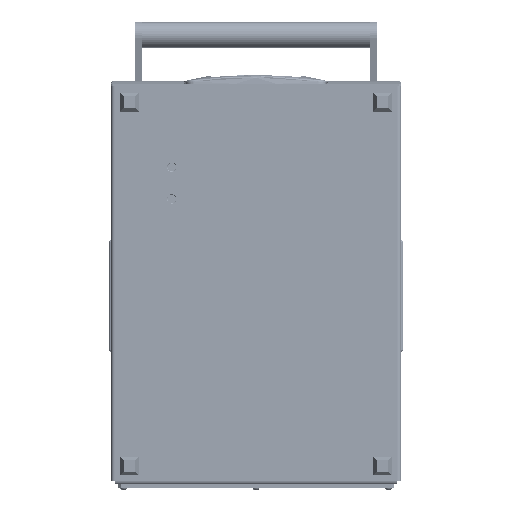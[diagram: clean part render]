
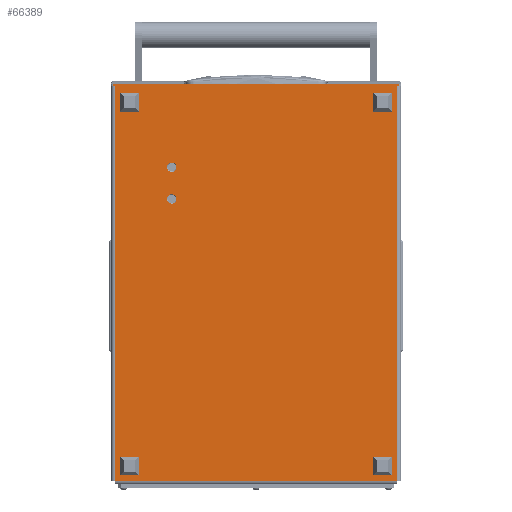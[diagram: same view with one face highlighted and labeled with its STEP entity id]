
A CAD part, front view. The second image highlights one B-rep face of the part: STEP entity #66389.
In plain terms, the highlighted face is planar.
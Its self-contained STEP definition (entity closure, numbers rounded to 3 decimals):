
#1055 = CARTESIAN_POINT ( 'NONE',  ( 0., 314., 0. ) ) ;
#3901 = CARTESIAN_POINT ( 'NONE',  ( -2., -4., 0. ) ) ;
#4494 = VERTEX_POINT ( 'NONE', #85935 ) ;
#9291 = CARTESIAN_POINT ( 'NONE',  ( 0., 0., 0. ) ) ;
#9766 = LINE ( 'NONE', #21380, #63383 ) ;
#10327 = CIRCLE ( 'NONE', #81344, 5.2 ) ;
#11606 = DIRECTION ( 'NONE',  ( -1., 0., 0. ) ) ;
#12412 = EDGE_CURVE ( 'NONE', #91951, #84272, #9766, .T. ) ;
#12670 = VERTEX_POINT ( 'NONE', #9291 ) ;
#12787 = LINE ( 'NONE', #95795, #59831 ) ;
#14152 = CARTESIAN_POINT ( 'NONE',  ( 84.8, 249., 0. ) ) ;
#15820 = EDGE_LOOP ( 'NONE', ( #29575, #24317 ) ) ;
#16270 = CARTESIAN_POINT ( 'NONE',  ( 436., 312., 0. ) ) ;
#18831 = VERTEX_POINT ( 'NONE', #16270 ) ;
#19284 = DIRECTION ( 'NONE',  ( 0., 0., -1. ) ) ;
#20271 = FACE_BOUND ( 'NONE', #65215, .T. ) ;
#20513 = VECTOR ( 'NONE', #58468, 1000. ) ;
#20730 = EDGE_CURVE ( 'NONE', #63754, #93861, #37542, .T. ) ;
#21380 = CARTESIAN_POINT ( 'NONE',  ( 0., -4., 0. ) ) ;
#23355 = ORIENTED_EDGE ( 'NONE', *, *, #41676, .F. ) ;
#24317 = ORIENTED_EDGE ( 'NONE', *, *, #79722, .F. ) ;
#24342 = DIRECTION ( 'NONE',  ( 0., 0., -1. ) ) ;
#24372 = LINE ( 'NONE', #28825, #77782 ) ;
#25461 = DIRECTION ( 'NONE',  ( 1., 0., 0. ) ) ;
#26326 = EDGE_CURVE ( 'NONE', #18831, #91951, #36579, .T. ) ;
#27550 = CIRCLE ( 'NONE', #70368, 5.2 ) ;
#28369 = ORIENTED_EDGE ( 'NONE', *, *, #104895, .F. ) ;
#28818 = DIRECTION ( 'NONE',  ( 0., 0., -1. ) ) ;
#28825 = CARTESIAN_POINT ( 'NONE',  ( 0., 0., 0. ) ) ;
#29192 = DIRECTION ( 'NONE',  ( 0., -1., 0. ) ) ;
#29388 = ORIENTED_EDGE ( 'NONE', *, *, #12412, .F. ) ;
#29575 = ORIENTED_EDGE ( 'NONE', *, *, #35318, .F. ) ;
#29576 = ORIENTED_EDGE ( 'NONE', *, *, #54226, .F. ) ;
#30028 = VERTEX_POINT ( 'NONE', #55716 ) ;
#30343 = AXIS2_PLACEMENT_3D ( 'NONE', #78834, #45448, #45822 ) ;
#32091 = AXIS2_PLACEMENT_3D ( 'NONE', #96124, #28818, #36868 ) ;
#33302 = CARTESIAN_POINT ( 'NONE',  ( 0., -2., 0. ) ) ;
#35318 = EDGE_CURVE ( 'NONE', #66620, #41084, #27550, .T. ) ;
#36579 = LINE ( 'NONE', #78464, #97730 ) ;
#36868 = DIRECTION ( 'NONE',  ( -1., 0., 0. ) ) ;
#37542 = LINE ( 'NONE', #33302, #20513 ) ;
#37914 = VERTEX_POINT ( 'NONE', #43119 ) ;
#38181 = EDGE_CURVE ( 'NONE', #18831, #84936, #12787, .T. ) ;
#39840 = LINE ( 'NONE', #3901, #50332 ) ;
#41084 = VERTEX_POINT ( 'NONE', #106269 ) ;
#41274 = CARTESIAN_POINT ( 'NONE',  ( 0., -4., 0. ) ) ;
#41676 = EDGE_CURVE ( 'NONE', #30028, #37914, #47333, .T. ) ;
#43119 = CARTESIAN_POINT ( 'NONE',  ( 130.2, 249., 0. ) ) ;
#43409 = VECTOR ( 'NONE', #25461, 1000. ) ;
#43899 = LINE ( 'NONE', #41274, #54419 ) ;
#45448 = DIRECTION ( 'NONE',  ( 0., 0., -1. ) ) ;
#45822 = DIRECTION ( 'NONE',  ( -1., 0., 0. ) ) ;
#47333 = CIRCLE ( 'NONE', #30343, 5.2 ) ;
#47790 = FACE_BOUND ( 'NONE', #15820, .T. ) ;
#50332 = VECTOR ( 'NONE', #56064, 1000. ) ;
#51630 = ORIENTED_EDGE ( 'NONE', *, *, #89100, .T. ) ;
#54226 = EDGE_CURVE ( 'NONE', #37914, #30028, #68553, .T. ) ;
#54419 = VECTOR ( 'NONE', #84834, 1000. ) ;
#55716 = CARTESIAN_POINT ( 'NONE',  ( 119.8, 249., 0. ) ) ;
#56064 = DIRECTION ( 'NONE',  ( 0., 1., 0. ) ) ;
#58468 = DIRECTION ( 'NONE',  ( -1., 0., 0. ) ) ;
#58927 = EDGE_CURVE ( 'NONE', #4494, #84272, #65529, .T. ) ;
#59831 = VECTOR ( 'NONE', #29192, 1000. ) ;
#60647 = ORIENTED_EDGE ( 'NONE', *, *, #88315, .F. ) ;
#61226 = DIRECTION ( 'NONE',  ( -1., 0., 0. ) ) ;
#61640 = PLANE ( 'NONE',  #32091 ) ;
#62123 = AXIS2_PLACEMENT_3D ( 'NONE', #93548, #76802, #61226 ) ;
#63383 = VECTOR ( 'NONE', #88713, 1000. ) ;
#63754 = VERTEX_POINT ( 'NONE', #105282 ) ;
#65215 = EDGE_LOOP ( 'NONE', ( #23355, #29576 ) ) ;
#65529 = LINE ( 'NONE', #1055, #43409 ) ;
#66389 = ADVANCED_FACE ( 'NONE', ( #47790, #20271, #72441 ), #61640, .T. ) ;
#66620 = VERTEX_POINT ( 'NONE', #14152 ) ;
#67892 = CARTESIAN_POINT ( 'NONE',  ( 0., 312., 0. ) ) ;
#68553 = CIRCLE ( 'NONE', #62123, 5.2 ) ;
#70308 = CARTESIAN_POINT ( 'NONE',  ( 90., 249., 0. ) ) ;
#70368 = AXIS2_PLACEMENT_3D ( 'NONE', #73516, #24342, #82604 ) ;
#72441 = FACE_OUTER_BOUND ( 'NONE', #100402, .T. ) ;
#73516 = CARTESIAN_POINT ( 'NONE',  ( 90., 249., 0. ) ) ;
#75361 = CARTESIAN_POINT ( 'NONE',  ( 0., 314., 0. ) ) ;
#76802 = DIRECTION ( 'NONE',  ( 0., 0., -1. ) ) ;
#77203 = ORIENTED_EDGE ( 'NONE', *, *, #26326, .F. ) ;
#77782 = VECTOR ( 'NONE', #86288, 1000. ) ;
#78464 = CARTESIAN_POINT ( 'NONE',  ( 0., 312., 0. ) ) ;
#78834 = CARTESIAN_POINT ( 'NONE',  ( 125., 249., 0. ) ) ;
#79722 = EDGE_CURVE ( 'NONE', #41084, #66620, #10327, .T. ) ;
#81344 = AXIS2_PLACEMENT_3D ( 'NONE', #70308, #19284, #11606 ) ;
#81557 = ORIENTED_EDGE ( 'NONE', *, *, #38181, .T. ) ;
#82604 = DIRECTION ( 'NONE',  ( -1., 0., 0. ) ) ;
#83869 = ORIENTED_EDGE ( 'NONE', *, *, #58927, .T. ) ;
#84272 = VERTEX_POINT ( 'NONE', #75361 ) ;
#84489 = ORIENTED_EDGE ( 'NONE', *, *, #20730, .T. ) ;
#84834 = DIRECTION ( 'NONE',  ( 0., 1., 0. ) ) ;
#84936 = VERTEX_POINT ( 'NONE', #101103 ) ;
#85935 = CARTESIAN_POINT ( 'NONE',  ( -2., 314., 0. ) ) ;
#86086 = DIRECTION ( 'NONE',  ( -1., 0., 0. ) ) ;
#86288 = DIRECTION ( 'NONE',  ( 1., 0., 0. ) ) ;
#88315 = EDGE_CURVE ( 'NONE', #12670, #84936, #24372, .T. ) ;
#88713 = DIRECTION ( 'NONE',  ( 0., 1., 0. ) ) ;
#89100 = EDGE_CURVE ( 'NONE', #93861, #4494, #39840, .T. ) ;
#91951 = VERTEX_POINT ( 'NONE', #67892 ) ;
#93548 = CARTESIAN_POINT ( 'NONE',  ( 125., 249., 0. ) ) ;
#93861 = VERTEX_POINT ( 'NONE', #106193 ) ;
#95795 = CARTESIAN_POINT ( 'NONE',  ( 436., 312., 0. ) ) ;
#96124 = CARTESIAN_POINT ( 'NONE',  ( 0., 312., 0. ) ) ;
#97730 = VECTOR ( 'NONE', #86086, 1000. ) ;
#100402 = EDGE_LOOP ( 'NONE', ( #28369, #84489, #51630, #83869, #29388, #77203, #81557, #60647 ) ) ;
#101103 = CARTESIAN_POINT ( 'NONE',  ( 436., 0., 0. ) ) ;
#104895 = EDGE_CURVE ( 'NONE', #63754, #12670, #43899, .T. ) ;
#105282 = CARTESIAN_POINT ( 'NONE',  ( 0., -2., 0. ) ) ;
#106193 = CARTESIAN_POINT ( 'NONE',  ( -2., -2., 0. ) ) ;
#106269 = CARTESIAN_POINT ( 'NONE',  ( 95.2, 249., 0. ) ) ;
